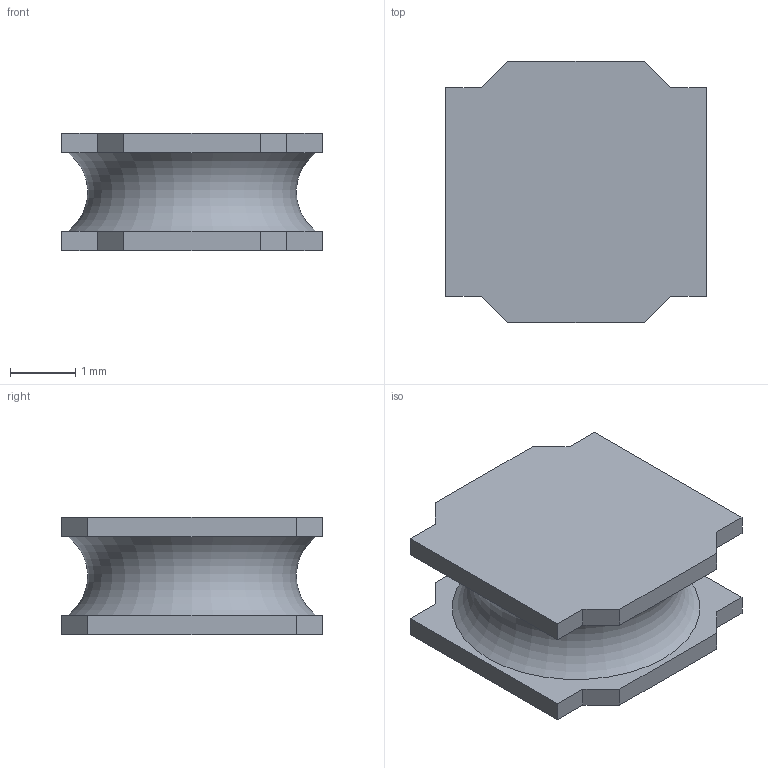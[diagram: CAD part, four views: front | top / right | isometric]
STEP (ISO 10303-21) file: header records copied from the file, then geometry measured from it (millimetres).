
FILE_DESCRIPTION(('STEP AP242'), '1');
FILE_NAME('櫻蠉錪', '', ('UNSPECIFIED'), ('UNSPECIFIED'), 'ASCON STEP Converter 1.6', 'ASCON Math Kernel', '');
FILE_SCHEMA(('AP242_MANAGED_MODEL_BASED_3D_ENGINEERING_MIM_LF { 1 0 10303 442 1 1 4 }'));
Length unit declared in the file: millimetre
Bounding box: 4 x 4 x 1.8 mm (x, y, z)
Volume: 19.7 mm3; surface area: 60.4 mm2
Topology: 1 solids, 1 shells, 29 faces, 75 edges, 50 vertices
Faces by surface type: plane 28, torus 1
Entity records: 1142 total; most frequent: CARTESIAN_POINT 154, ORIENTED_EDGE 148, DIRECTION 136, EDGE_CURVE 74, LINE 72, VECTOR 72, VERTEX_POINT 50, AXIS2_PLACEMENT_3D 32
